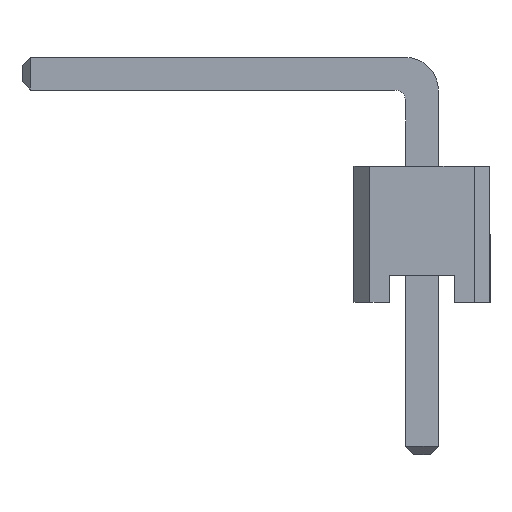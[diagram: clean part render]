
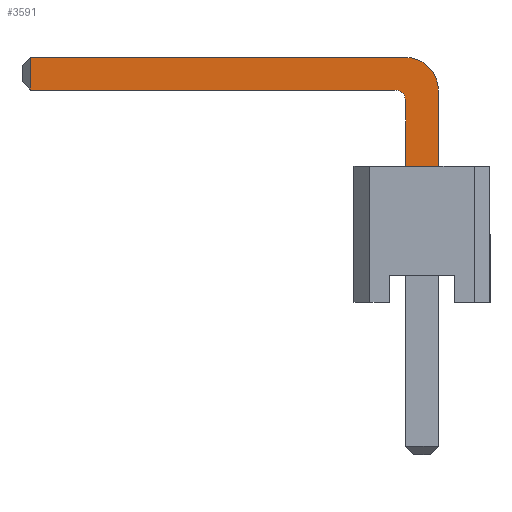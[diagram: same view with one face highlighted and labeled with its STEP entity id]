
A CAD part, left-side view. The second image highlights one B-rep face of the part: STEP entity #3591.
In plain terms, the highlighted planar face has unit normal (-1, 0, 0).
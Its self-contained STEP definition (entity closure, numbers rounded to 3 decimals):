
#2115 = DIRECTION ( 'NONE',  ( 0., 0., -1. ) ) ;
#2118 = AXIS2_PLACEMENT_3D ( 'NONE', #2128, #2127, #2115 ) ;
#2122 = PLANE ( 'NONE',  #2118 ) ;
#2127 = DIRECTION ( 'NONE',  ( 1., 0., 0. ) ) ;
#2128 = CARTESIAN_POINT ( 'NONE',  ( -4.11, 0.5, 3.7 ) ) ;
#2164 = CARTESIAN_POINT ( 'NONE',  ( -4.11, 7.2, 3.9 ) ) ;
#2178 = FACE_OUTER_BOUND ( 'NONE', #3675, .T. ) ;
#2312 = LINE ( 'NONE', #2319, #2318 ) ;
#2318 = VECTOR ( 'NONE', #2320, 1000. ) ;
#2319 = CARTESIAN_POINT ( 'NONE',  ( -4.11, 0.3, 3.7 ) ) ;
#2320 = DIRECTION ( 'NONE',  ( 0., 0., 1. ) ) ;
#2321 = CARTESIAN_POINT ( 'NONE',  ( -4.11, 0.3, 3.7 ) ) ;
#2367 = CARTESIAN_POINT ( 'NONE',  ( -4.11, 0.5, 3.9 ) ) ;
#2920 = EDGE_CURVE ( 'NONE', #2942, #2932, #4895, .T. ) ;
#2932 = VERTEX_POINT ( 'NONE', #5007 ) ;
#2942 = VERTEX_POINT ( 'NONE', #4909 ) ;
#3001 = DIRECTION ( 'NONE',  ( 0., 1., 0. ) ) ;
#3002 = VECTOR ( 'NONE', #3001, 1000. ) ;
#3161 = CARTESIAN_POINT ( 'NONE',  ( -4.11, 7.2, 3.9 ) ) ;
#3162 = LINE ( 'NONE', #3161, #3002 ) ;
#3339 = DIRECTION ( 'NONE',  ( 0., 0., -1. ) ) ;
#3340 = VECTOR ( 'NONE', #3339, 1000. ) ;
#3353 = CARTESIAN_POINT ( 'NONE',  ( -4.11, 7.2, 4.05 ) ) ;
#3354 = LINE ( 'NONE', #3353, #3340 ) ;
#3586 = ORIENTED_EDGE ( 'NONE', *, *, #3624, .F. ) ;
#3588 = VERTEX_POINT ( 'NONE', #2164 ) ;
#3589 = ORIENTED_EDGE ( 'NONE', *, *, #2920, .T. ) ;
#3591 = ADVANCED_FACE ( 'NONE', ( #2178 ), #2122, .F. ) ;
#3624 = EDGE_CURVE ( 'NONE', #2942, #3649, #2312, .T. ) ;
#3649 = VERTEX_POINT ( 'NONE', #2321 ) ;
#3651 = CARTESIAN_POINT ( 'NONE',  ( -4.11, -0.3, 3.9 ) ) ;
#3654 = DIRECTION ( 'NONE',  ( -1., 0., 0. ) ) ;
#3667 = ORIENTED_EDGE ( 'NONE', *, *, #3860, .F. ) ;
#3671 = VERTEX_POINT ( 'NONE', #2367 ) ;
#3675 = EDGE_LOOP ( 'NONE', ( #3821, #3910, #3932, #3828, #3586, #3589, #3667, #3716 ) ) ;
#3711 = DIRECTION ( 'NONE',  ( 0., 0., -1. ) ) ;
#3716 = ORIENTED_EDGE ( 'NONE', *, *, #3879, .F. ) ;
#3755 = CARTESIAN_POINT ( 'NONE',  ( -4.11, 0.5, 3.7 ) ) ;
#3757 = AXIS2_PLACEMENT_3D ( 'NONE', #3755, #3654, #3711 ) ;
#3758 = CIRCLE ( 'NONE', #3757, 0.2 ) ;
#3792 = EDGE_CURVE ( 'NONE', #3671, #3588, #3162, .T. ) ;
#3813 = EDGE_CURVE ( 'NONE', #3906, #3588, #3354, .T. ) ;
#3821 = ORIENTED_EDGE ( 'NONE', *, *, #3909, .F. ) ;
#3825 = VERTEX_POINT ( 'NONE', #3651 ) ;
#3828 = ORIENTED_EDGE ( 'NONE', *, *, #3829, .F. ) ;
#3829 = EDGE_CURVE ( 'NONE', #3649, #3671, #3758, .T. ) ;
#3860 = EDGE_CURVE ( 'NONE', #3825, #2932, #4388, .T. ) ;
#3878 = VERTEX_POINT ( 'NONE', #4497 ) ;
#3879 = EDGE_CURVE ( 'NONE', #3878, #3825, #4450, .T. ) ;
#3906 = VERTEX_POINT ( 'NONE', #5045 ) ;
#3909 = EDGE_CURVE ( 'NONE', #3906, #3878, #5049, .T. ) ;
#3910 = ORIENTED_EDGE ( 'NONE', *, *, #3813, .T. ) ;
#3932 = ORIENTED_EDGE ( 'NONE', *, *, #3792, .F. ) ;
#4388 = LINE ( 'NONE', #4444, #4483 ) ;
#4420 = DIRECTION ( 'NONE',  ( 0., 0., -1. ) ) ;
#4439 = DIRECTION ( 'NONE',  ( 0., 0., -1. ) ) ;
#4444 = CARTESIAN_POINT ( 'NONE',  ( -4.11, -0.3, -2.65 ) ) ;
#4446 = DIRECTION ( 'NONE',  ( 1., 0., 0. ) ) ;
#4447 = CARTESIAN_POINT ( 'NONE',  ( -4.11, 0.3, 3.9 ) ) ;
#4448 = AXIS2_PLACEMENT_3D ( 'NONE', #4447, #4446, #4420 ) ;
#4450 = CIRCLE ( 'NONE', #4448, 0.6 ) ;
#4483 = VECTOR ( 'NONE', #4439, 1000. ) ;
#4497 = CARTESIAN_POINT ( 'NONE',  ( -4.11, 0.3, 4.5 ) ) ;
#4891 = DIRECTION ( 'NONE',  ( 0., -1., 0. ) ) ;
#4892 = VECTOR ( 'NONE', #4891, 1000. ) ;
#4893 = CARTESIAN_POINT ( 'NONE',  ( -4.11, 1.25, 2.5 ) ) ;
#4895 = LINE ( 'NONE', #4893, #4892 ) ;
#4909 = CARTESIAN_POINT ( 'NONE',  ( -4.11, 0.3, 2.5 ) ) ;
#5007 = CARTESIAN_POINT ( 'NONE',  ( -4.11, -0.3, 2.5 ) ) ;
#5045 = CARTESIAN_POINT ( 'NONE',  ( -4.11, 7.2, 4.5 ) ) ;
#5048 = CARTESIAN_POINT ( 'NONE',  ( -4.11, 0.3, 4.5 ) ) ;
#5049 = LINE ( 'NONE', #5048, #5051 ) ;
#5050 = DIRECTION ( 'NONE',  ( 0., -1., 0. ) ) ;
#5051 = VECTOR ( 'NONE', #5050, 1000. ) ;
